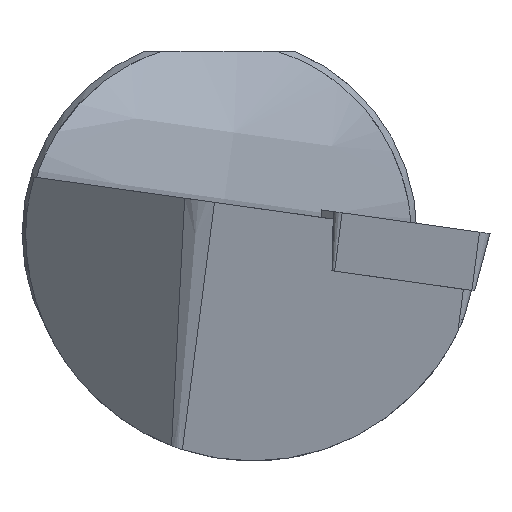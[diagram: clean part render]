
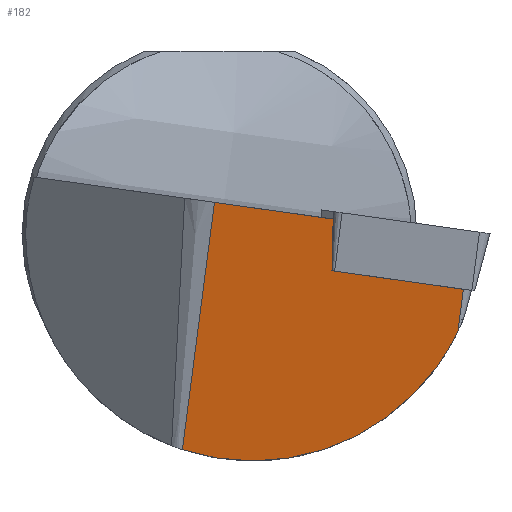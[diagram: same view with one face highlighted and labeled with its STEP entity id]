
A CAD part, left-side view. The second image highlights one B-rep face of the part: STEP entity #182.
In plain terms, the highlighted planar face has unit normal (-0.989, 0.102, -0.109).
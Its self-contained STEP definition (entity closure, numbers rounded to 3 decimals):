
#59=ELLIPSE('',#705,9.304,9.2);
#161=PLANE('',#706);
#182=ADVANCED_FACE('',(#224),#161,.T.);
#224=FACE_OUTER_BOUND('',#256,.T.);
#256=EDGE_LOOP('',(#416,#417,#418,#419,#420,#421));
#299=LINE('',#970,#340);
#300=LINE('',#973,#341);
#301=LINE('',#975,#342);
#302=LINE('',#979,#343);
#303=LINE('',#981,#344);
#340=VECTOR('',#803,1.);
#341=VECTOR('',#804,1.);
#342=VECTOR('',#805,1.);
#343=VECTOR('',#808,1.);
#344=VECTOR('',#809,1.);
#416=ORIENTED_EDGE('',*,*,#613,.F.);
#417=ORIENTED_EDGE('',*,*,#614,.F.);
#418=ORIENTED_EDGE('',*,*,#615,.T.);
#419=ORIENTED_EDGE('',*,*,#616,.T.);
#420=ORIENTED_EDGE('',*,*,#617,.F.);
#421=ORIENTED_EDGE('',*,*,#618,.F.);
#550=VERTEX_POINT('',#971);
#551=VERTEX_POINT('',#972);
#552=VERTEX_POINT('',#974);
#553=VERTEX_POINT('',#976);
#554=VERTEX_POINT('',#978);
#555=VERTEX_POINT('',#980);
#613=EDGE_CURVE('',#550,#551,#299,.T.);
#614=EDGE_CURVE('',#552,#550,#300,.T.);
#615=EDGE_CURVE('',#552,#553,#301,.T.);
#616=EDGE_CURVE('',#553,#554,#59,.T.);
#617=EDGE_CURVE('',#555,#554,#302,.T.);
#618=EDGE_CURVE('',#551,#555,#303,.T.);
#705=AXIS2_PLACEMENT_3D('',#977,#806,#807);
#706=AXIS2_PLACEMENT_3D('',#982,#810,#811);
#803=DIRECTION('',(0.112,0.027,-0.993));
#804=DIRECTION('',(-0.086,-0.987,-0.139));
#805=DIRECTION('',(0.121,0.128,-0.984));
#806=DIRECTION('',(-0.989,0.102,-0.109));
#807=DIRECTION('',(0.149,0.676,-0.722));
#808=DIRECTION('',(0.121,0.128,-0.984));
#809=DIRECTION('',(-0.086,-0.987,-0.139));
#810=DIRECTION('',(-0.989,0.102,-0.109));
#811=DIRECTION('',(-0.109,0.,0.994));
#970=CARTESIAN_POINT('',(0.722,-4.614,0.326));
#971=CARTESIAN_POINT('',(0.692,-4.622,0.593));
#972=CARTESIAN_POINT('',(0.928,-4.565,-1.499));
#973=CARTESIAN_POINT('',(0.208,-10.147,-0.183));
#974=CARTESIAN_POINT('',(1.114,0.203,1.271));
#975=CARTESIAN_POINT('',(1.077,0.164,1.569));
#976=CARTESIAN_POINT('',(2.349,1.503,-8.747));
#977=CARTESIAN_POINT('',(1.094,-1.35,0.));
#978=CARTESIAN_POINT('',(0.673,-9.658,-3.952));
#979=CARTESIAN_POINT('',(0.172,-10.186,0.114));
#980=CARTESIAN_POINT('',(0.463,-9.879,-2.246));
#981=CARTESIAN_POINT('',(0.463,-9.879,-2.246));
#982=CARTESIAN_POINT('',(0.172,-10.186,0.114));
